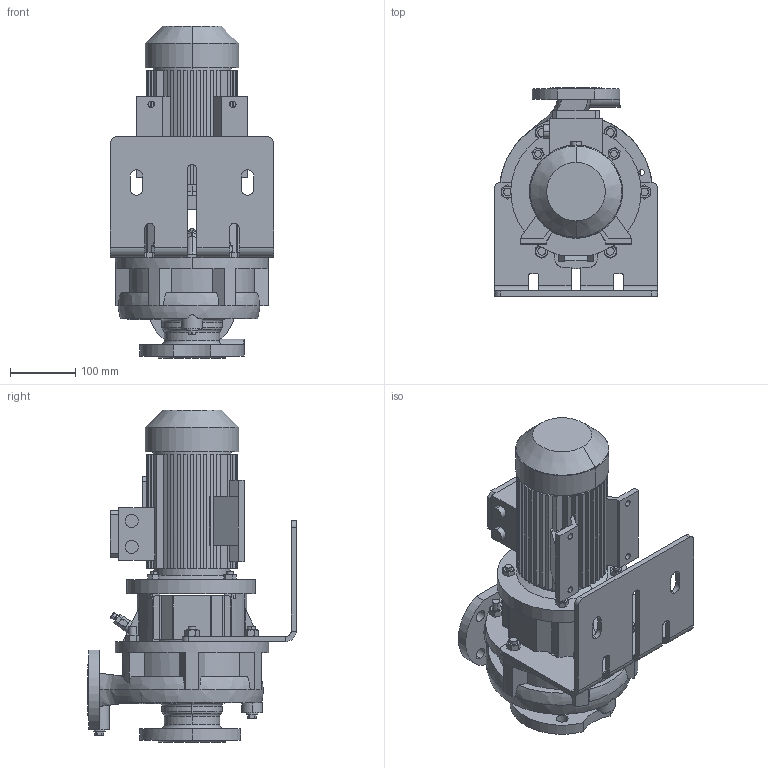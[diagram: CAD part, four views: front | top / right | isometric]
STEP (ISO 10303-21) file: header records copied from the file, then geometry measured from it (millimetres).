
FILE_DESCRIPTION (( 'STEP AP214' ), '1' );
FILE_NAME ('ﾌﾓ-311-200-ﾌ2-311-203-03-08.step', '2025-04-07T07:30:37', ( 'adb' ), ( '' ), 'SwSTEP 2.0', 'SolidWorks 2016', '' );
FILE_SCHEMA (( 'AUTOMOTIVE_DESIGN' ));
Length unit declared in the file: millimetre
Products named in the file (1): ﾌﾓ-311-200-ﾌ2-311-203-03-08
Bounding box: 250 x 320 x 509 mm (x, y, z)
Volume: 8435967.2 mm3; surface area: 1042086.7 mm2
Topology: 8 solids, 17 shells, 1077 faces, 2862 edges, 1856 vertices
Faces by surface type: plane 585, cylinder 371, cone 89, bspline 27, torus 5
Entity records: 52999 total; most frequent: CARTESIAN_POINT 14118, ORIENTED_EDGE 5720, DIRECTION 5524, EDGE_CURVE 2860, AXIS2_PLACEMENT_3D 1987, VERTEX_POINT 1856, VECTOR 1550, LINE 1550
